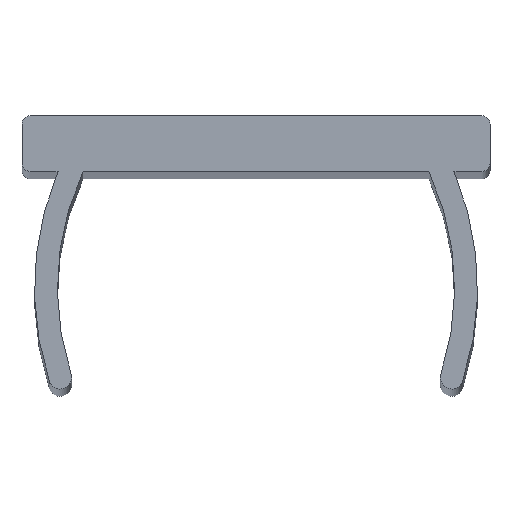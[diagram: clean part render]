
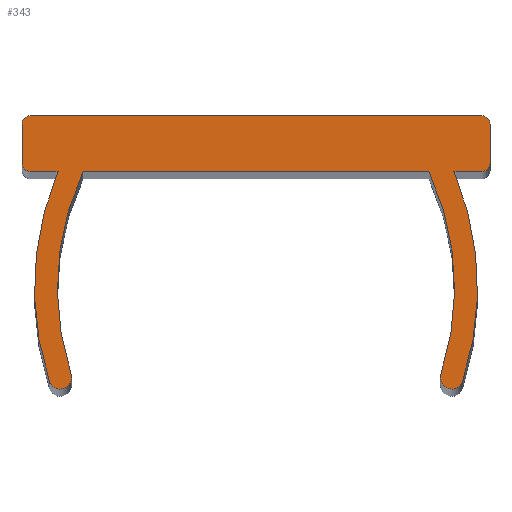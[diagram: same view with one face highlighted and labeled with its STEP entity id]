
A CAD part, top view. The second image highlights one B-rep face of the part: STEP entity #343.
In plain terms, the highlighted planar face has unit normal (0, 0, 1).
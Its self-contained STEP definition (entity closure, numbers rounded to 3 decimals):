
#20=CIRCLE('',#359,0.2);
#22=CIRCLE('',#363,7.2);
#24=CIRCLE('',#366,0.276);
#26=CIRCLE('',#369,6.647);
#28=CIRCLE('',#373,6.647);
#30=CIRCLE('',#376,0.276);
#32=CIRCLE('',#379,7.2);
#34=CIRCLE('',#383,0.2);
#36=CIRCLE('',#387,0.2);
#38=CIRCLE('',#391,0.2);
#130=ORIENTED_EDGE('',*,*,#146,.T.);
#131=ORIENTED_EDGE('',*,*,#150,.T.);
#132=ORIENTED_EDGE('',*,*,#153,.T.);
#133=ORIENTED_EDGE('',*,*,#156,.T.);
#134=ORIENTED_EDGE('',*,*,#159,.T.);
#135=ORIENTED_EDGE('',*,*,#162,.F.);
#136=ORIENTED_EDGE('',*,*,#165,.T.);
#137=ORIENTED_EDGE('',*,*,#168,.F.);
#138=ORIENTED_EDGE('',*,*,#171,.T.);
#139=ORIENTED_EDGE('',*,*,#174,.T.);
#140=ORIENTED_EDGE('',*,*,#177,.T.);
#141=ORIENTED_EDGE('',*,*,#180,.T.);
#142=ORIENTED_EDGE('',*,*,#183,.T.);
#143=ORIENTED_EDGE('',*,*,#186,.T.);
#144=ORIENTED_EDGE('',*,*,#189,.T.);
#145=ORIENTED_EDGE('',*,*,#192,.T.);
#146=EDGE_CURVE('',#194,#195,#226,.T.);
#150=EDGE_CURVE('',#195,#198,#20,.T.);
#153=EDGE_CURVE('',#198,#200,#231,.T.);
#156=EDGE_CURVE('',#200,#202,#22,.T.);
#159=EDGE_CURVE('',#202,#204,#24,.T.);
#162=EDGE_CURVE('',#206,#204,#26,.T.);
#165=EDGE_CURVE('',#206,#208,#237,.T.);
#168=EDGE_CURVE('',#210,#208,#28,.T.);
#171=EDGE_CURVE('',#210,#212,#30,.T.);
#174=EDGE_CURVE('',#212,#214,#32,.T.);
#177=EDGE_CURVE('',#214,#216,#243,.T.);
#180=EDGE_CURVE('',#216,#218,#34,.T.);
#183=EDGE_CURVE('',#218,#220,#247,.T.);
#186=EDGE_CURVE('',#220,#222,#36,.T.);
#189=EDGE_CURVE('',#222,#224,#251,.T.);
#192=EDGE_CURVE('',#224,#194,#38,.T.);
#194=VERTEX_POINT('',#504);
#195=VERTEX_POINT('',#505);
#198=VERTEX_POINT('',#513);
#200=VERTEX_POINT('',#519);
#202=VERTEX_POINT('',#525);
#204=VERTEX_POINT('',#531);
#206=VERTEX_POINT('',#537);
#208=VERTEX_POINT('',#543);
#210=VERTEX_POINT('',#549);
#212=VERTEX_POINT('',#555);
#214=VERTEX_POINT('',#561);
#216=VERTEX_POINT('',#567);
#218=VERTEX_POINT('',#573);
#220=VERTEX_POINT('',#579);
#222=VERTEX_POINT('',#585);
#224=VERTEX_POINT('',#591);
#226=LINE('',#503,#254);
#231=LINE('',#518,#259);
#237=LINE('',#542,#265);
#243=LINE('',#566,#271);
#247=LINE('',#578,#275);
#251=LINE('',#590,#279);
#254=VECTOR('',#399,1000.);
#259=VECTOR('',#412,1000.);
#265=VECTOR('',#438,1000.);
#271=VECTOR('',#464,1000.);
#275=VECTOR('',#476,1000.);
#279=VECTOR('',#488,1000.);
#299=EDGE_LOOP('',(#130,#131,#132,#133,#134,#135,#136,#137,#138,#139,#140,
#141,#142,#143,#144,#145));
#317=FACE_BOUND('',#299,.T.);
#325=PLANE('',#394);
#343=ADVANCED_FACE('',(#317),#325,.T.);
#359=AXIS2_PLACEMENT_3D('',#512,#405,#406);
#363=AXIS2_PLACEMENT_3D('',#524,#417,#418);
#366=AXIS2_PLACEMENT_3D('',#530,#424,#425);
#369=AXIS2_PLACEMENT_3D('',#536,#431,#432);
#373=AXIS2_PLACEMENT_3D('',#548,#443,#444);
#376=AXIS2_PLACEMENT_3D('',#554,#450,#451);
#379=AXIS2_PLACEMENT_3D('',#560,#457,#458);
#383=AXIS2_PLACEMENT_3D('',#572,#469,#470);
#387=AXIS2_PLACEMENT_3D('',#584,#481,#482);
#391=AXIS2_PLACEMENT_3D('',#596,#493,#494);
#394=AXIS2_PLACEMENT_3D('',#599,#499,#500);
#399=DIRECTION('',(0.,-1.,0.));
#405=DIRECTION('',(0.,0.,1.));
#406=DIRECTION('',(1.,0.,0.));
#412=DIRECTION('',(1.,0.,0.));
#417=DIRECTION('',(0.,0.,1.));
#418=DIRECTION('',(1.,0.,0.));
#424=DIRECTION('',(0.,0.,1.));
#425=DIRECTION('',(1.,0.,0.));
#431=DIRECTION('',(0.,0.,1.));
#432=DIRECTION('',(1.,0.,0.));
#438=DIRECTION('',(1.,0.,0.));
#443=DIRECTION('',(0.,0.,1.));
#444=DIRECTION('',(1.,0.,0.));
#450=DIRECTION('',(0.,0.,1.));
#451=DIRECTION('',(1.,0.,0.));
#457=DIRECTION('',(0.,0.,1.));
#458=DIRECTION('',(1.,0.,0.));
#464=DIRECTION('',(1.,0.,0.));
#469=DIRECTION('',(0.,0.,1.));
#470=DIRECTION('',(1.,0.,0.));
#476=DIRECTION('',(0.,1.,0.));
#481=DIRECTION('',(0.,0.,1.));
#482=DIRECTION('',(1.,0.,0.));
#488=DIRECTION('',(-1.,0.,0.));
#493=DIRECTION('',(0.,0.,1.));
#494=DIRECTION('',(1.,0.,0.));
#499=DIRECTION('',(0.,0.,1.));
#500=DIRECTION('',(1.,0.,0.));
#503=CARTESIAN_POINT('',(-5.65,3.1,0.));
#504=CARTESIAN_POINT('',(-5.65,3.1,0.));
#505=CARTESIAN_POINT('',(-5.65,2.15,0.));
#512=CARTESIAN_POINT('',(-5.45,2.15,0.));
#513=CARTESIAN_POINT('',(-5.45,1.95,0.));
#518=CARTESIAN_POINT('',(-5.45,1.95,0.));
#519=CARTESIAN_POINT('',(-4.779,1.95,0.));
#524=CARTESIAN_POINT('',(1.85,-0.858,0.));
#525=CARTESIAN_POINT('',(-4.989,-3.11,0.));
#530=CARTESIAN_POINT('',(-4.726,-3.024,0.));
#531=CARTESIAN_POINT('',(-4.463,-2.938,0.));
#536=CARTESIAN_POINT('',(1.85,-0.858,0.));
#537=CARTESIAN_POINT('',(-4.175,1.95,0.));
#542=CARTESIAN_POINT('',(-4.175,1.95,0.));
#543=CARTESIAN_POINT('',(4.175,1.95,0.));
#548=CARTESIAN_POINT('',(-1.85,-0.858,0.));
#549=CARTESIAN_POINT('',(4.463,-2.938,0.));
#554=CARTESIAN_POINT('',(4.726,-3.024,0.));
#555=CARTESIAN_POINT('',(4.989,-3.11,0.));
#560=CARTESIAN_POINT('',(-1.85,-0.858,0.));
#561=CARTESIAN_POINT('',(4.779,1.95,0.));
#566=CARTESIAN_POINT('',(4.779,1.95,0.));
#567=CARTESIAN_POINT('',(5.45,1.95,0.));
#572=CARTESIAN_POINT('',(5.45,2.15,0.));
#573=CARTESIAN_POINT('',(5.65,2.15,0.));
#578=CARTESIAN_POINT('',(5.65,2.15,0.));
#579=CARTESIAN_POINT('',(5.65,3.1,0.));
#584=CARTESIAN_POINT('',(5.45,3.1,0.));
#585=CARTESIAN_POINT('',(5.45,3.3,0.));
#590=CARTESIAN_POINT('',(5.45,3.3,0.));
#591=CARTESIAN_POINT('',(-5.45,3.3,0.));
#596=CARTESIAN_POINT('',(-5.45,3.1,0.));
#599=CARTESIAN_POINT('',(-5.45,2.15,0.));
